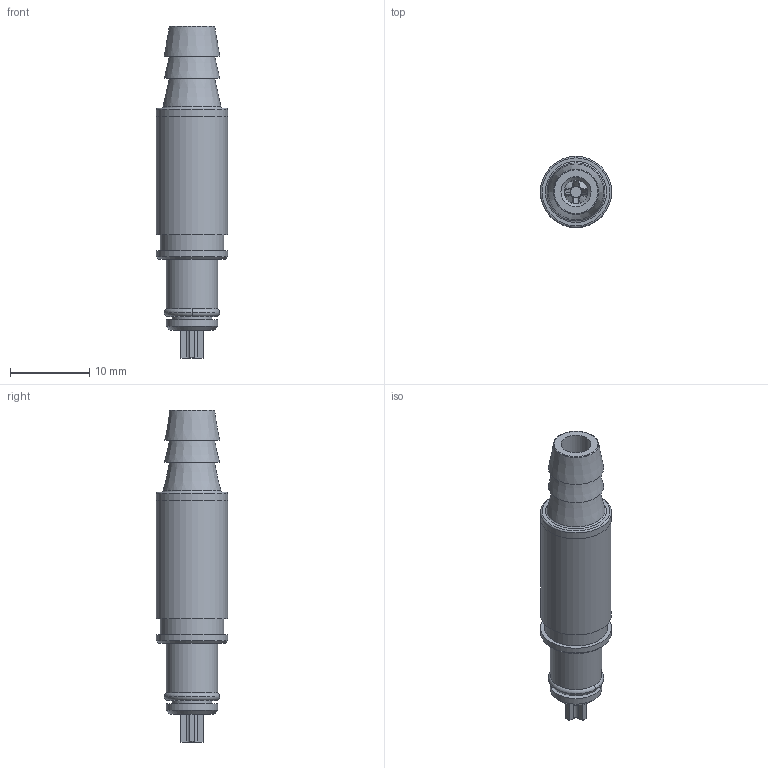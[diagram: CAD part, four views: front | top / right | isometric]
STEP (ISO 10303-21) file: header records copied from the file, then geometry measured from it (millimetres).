
FILE_DESCRIPTION(/* description */ (''),/* implementation_level */ '2;1');
FILE_NAME(/* name */ '2D_1011004001301_MPCMS-ID6.0_V1.0.stp',/* time_stamp */ '2023-12-19T09:28:11+08:00',/* author */ (''),/* organization */ (''),/* preprocessor_version */ 'ST-DEVELOPER v18.1',/* originating_system */ 'SIEMENS PLM Software NX 1980',/* authorisation */ '');
FILE_SCHEMA (('AUTOMOTIVE_DESIGN { 1 0 10303 214 3 1 1 1 }'));
Length unit declared in the file: millimetre
Products named in the file (5): 2011004021302_01; 2011004021301_02; 201100000000201-MPCMSL,公阀芯,POM黑色_
RAL9005__jt; 9030000_ugp_5ke09b09ldsds; 1011004001301_01
Assembly tree (4 placements, depth 2):
  1011004001301_01
    9030000_ugp_5ke09b09ldsds
    201100000000201-MPCMSL,公阀芯,POM黑色_
RAL9005__jt
    2011004021301_02
    2011004021302_01
Bounding box: 9 x 9 x 42 mm (x, y, z)
Volume: 1218.3 mm3; surface area: 2446.9 mm2
Topology: 4 solids, 4 shells, 195 faces, 522 edges, 342 vertices
Faces by surface type: cylinder 70, plane 63, cone 36, torus 18, bspline 8
Full cylindrical faces by diameter (mm): 3 x1, 3.8 x2, 4.65 x1, 4.8 x1, 5.048 x1, 5.05 x1, 6.4 x2, 6.48 x1, 6.5 x3, 6.7 x1, 8 x1, 9 x3
Entity records: 7126 total; most frequent: CARTESIAN_POINT 2426, ORIENTED_EDGE 948, DIRECTION 854, EDGE_CURVE 474, AXIS2_PLACEMENT_3D 380, VERTEX_POINT 328, EDGE_LOOP 250, ADVANCED_FACE 195
